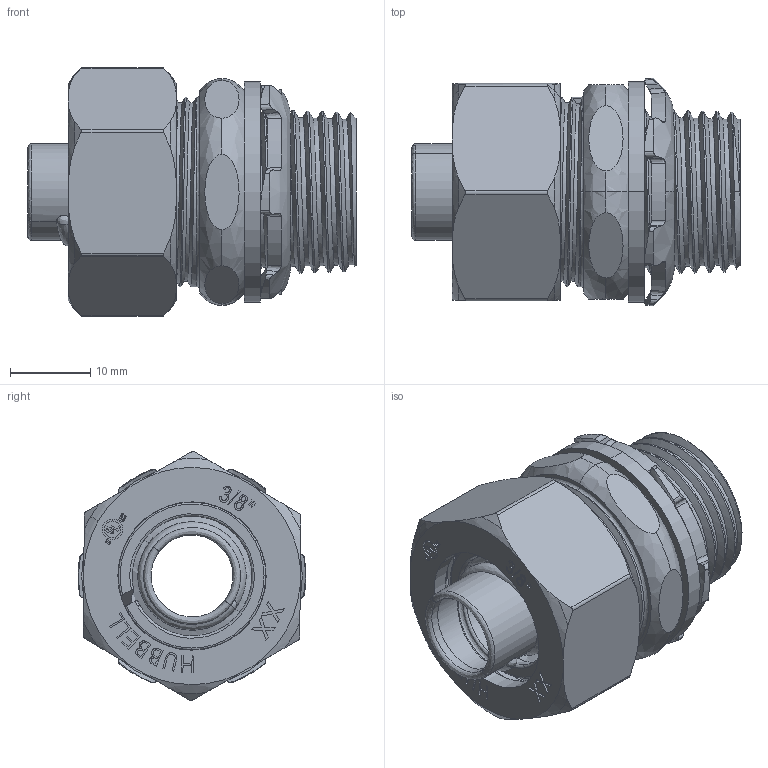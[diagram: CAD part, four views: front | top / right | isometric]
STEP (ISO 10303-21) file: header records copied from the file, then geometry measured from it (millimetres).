
FILE_DESCRIPTION (( 'STEP AP214' ), '1' );
FILE_NAME ('3401-8.STEP', '2016-02-24T15:56:16', ( '' ), ( '' ), 'SwSTEP 2.0', 'SolidWorks 2014', '' );
FILE_SCHEMA (( 'AUTOMOTIVE_DESIGN' ));
Length unit declared in the file: inch
Products named in the file (7): 3401 LOCK NUT_1; 3401 SEAL_3-8_1; 3401 COMPRESSION NUT HEX_3-8_1; 3401 GLAND RING_CLOSED_1; 3401 FERRULE_installed_1; 3401 STRAIGHT BODY; 3401-8
Assembly tree (6 placements, depth 2):
  3401-8
    3401 STRAIGHT BODY
    3401 FERRULE_installed_1
    3401 GLAND RING_CLOSED_1
    3401 COMPRESSION NUT HEX_3-8_1
    3401 SEAL_3-8_1
    3401 LOCK NUT_1
Bounding box: 40.92 x 28.38 x 31.02 mm (x, y, z)
Volume: 8476.4 mm3; surface area: 14018 mm2
Topology: 6 solids, 6 shells, 646 faces, 1718 edges, 1111 vertices
Faces by surface type: bspline 269, plane 220, cylinder 96, cone 61
Entity records: 52790 total; most frequent: CARTESIAN_POINT 30113, ORIENTED_EDGE 3436, DIRECTION 2161, EDGE_CURVE 1718, VERTEX_POINT 1111, AXIS2_PLACEMENT_3D 725, LINE 711, VECTOR 711
